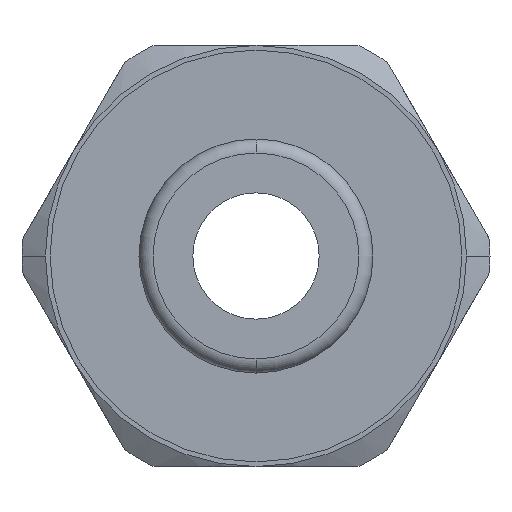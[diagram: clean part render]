
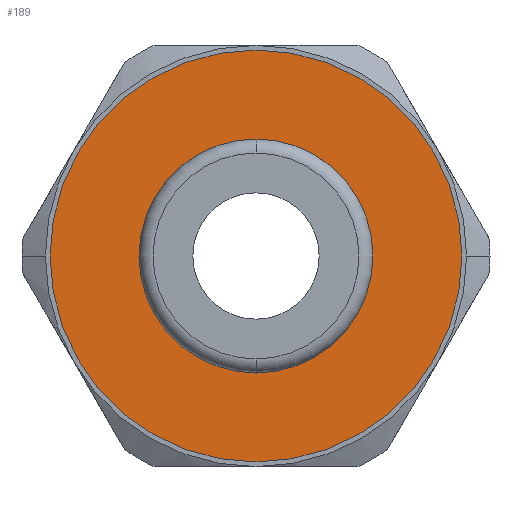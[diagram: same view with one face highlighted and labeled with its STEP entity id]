
A CAD part, front view. The second image highlights one B-rep face of the part: STEP entity #189.
In plain terms, the highlighted planar face has unit normal (0, -1, 0).
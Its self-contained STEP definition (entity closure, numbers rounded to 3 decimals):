
#189=ADVANCED_FACE('',(#384,#385),#386,.T.);
#384=FACE_OUTER_BOUND('',#579,.T.);
#385=FACE_BOUND('',#580,.T.);
#386=PLANE('',#581);
#579=EDGE_LOOP('',(#1054,#1055));
#580=EDGE_LOOP('',(#1056,#1057));
#581=AXIS2_PLACEMENT_3D('',#1058,#1059,#1060);
#1054=ORIENTED_EDGE('',*,*,#1308,.T.);
#1055=ORIENTED_EDGE('',*,*,#1302,.T.);
#1056=ORIENTED_EDGE('',*,*,#1178,.F.);
#1057=ORIENTED_EDGE('',*,*,#1313,.F.);
#1058=CARTESIAN_POINT('',(0.0,10.0,0.0));
#1059=DIRECTION('',(0.0,-1.0,0.0));
#1060=DIRECTION('',(-1.0,0.0,0.0));
#1178=EDGE_CURVE('',#1414,#1410,#1416,.T.);
#1302=EDGE_CURVE('',#1580,#1578,#1581,.T.);
#1308=EDGE_CURVE('',#1578,#1580,#1587,.T.);
#1313=EDGE_CURVE('',#1410,#1414,#1592,.T.);
#1410=VERTEX_POINT('',#1767);
#1414=VERTEX_POINT('',#1772);
#1416=CIRCLE('',#1775,2.5);
#1578=VERTEX_POINT('',#2146);
#1580=VERTEX_POINT('',#2149);
#1581=CIRCLE('',#2150,4.4);
#1587=CIRCLE('',#2168,4.4);
#1592=CIRCLE('',#2173,2.5);
#1767=CARTESIAN_POINT('',(2.5,10.0,0.));
#1772=CARTESIAN_POINT('',(-2.5,10.0,0.));
#1775=AXIS2_PLACEMENT_3D('',#2263,#2264,#2265);
#2146=CARTESIAN_POINT('',(4.4,10.0,0.0));
#2149=CARTESIAN_POINT('',(-4.4,10.0,0.));
#2150=AXIS2_PLACEMENT_3D('',#2430,#2431,#2432);
#2168=AXIS2_PLACEMENT_3D('',#2437,#2438,#2439);
#2173=AXIS2_PLACEMENT_3D('',#2440,#2441,#2442);
#2263=CARTESIAN_POINT('',(0.0,10.0,0.0));
#2264=DIRECTION('',(0.0,-1.0,0.0));
#2265=DIRECTION('',(1.0,0.0,0.0));
#2430=CARTESIAN_POINT('',(0.0,10.0,0.0));
#2431=DIRECTION('',(0.0,-1.0,0.0));
#2432=DIRECTION('',(1.0,0.0,0.0));
#2437=CARTESIAN_POINT('',(0.0,10.0,0.0));
#2438=DIRECTION('',(0.0,-1.0,0.0));
#2439=DIRECTION('',(1.0,0.0,0.0));
#2440=CARTESIAN_POINT('',(0.0,10.0,0.0));
#2441=DIRECTION('',(0.0,-1.0,0.0));
#2442=DIRECTION('',(1.0,0.0,0.0));
